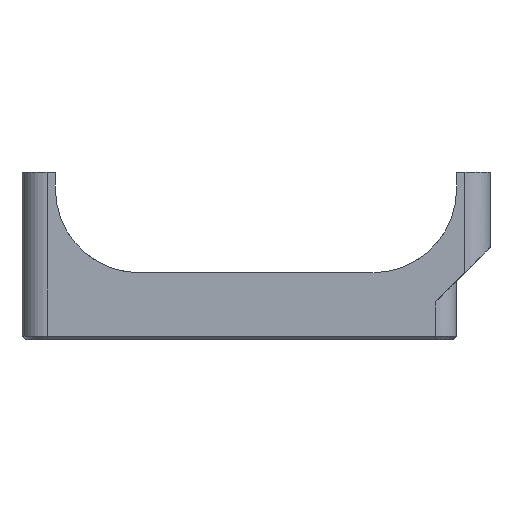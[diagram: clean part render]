
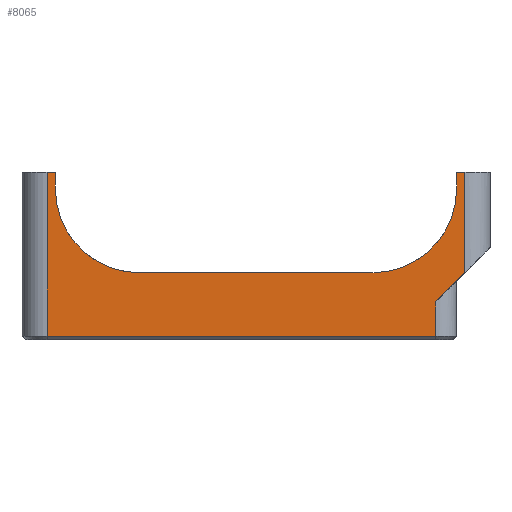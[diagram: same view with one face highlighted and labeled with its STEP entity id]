
A CAD part, left-side view. The second image highlights one B-rep face of the part: STEP entity #8065.
In plain terms, the highlighted planar face has unit normal (-1, 0, 0).
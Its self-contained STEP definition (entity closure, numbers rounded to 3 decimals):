
#227=PLANE('',#8714);
#546=CIRCLE('',#8715,10.);
#547=CIRCLE('',#8716,10.);
#900=FACE_OUTER_BOUND('',#1388,.T.);
#1388=EDGE_LOOP('',(#6620,#6621,#6622,#6623,#6624,#6625,#6626,#6627,#6628,
#6629,#6630,#6631));
#2020=LINE('',#22486,#2664);
#2262=LINE('',#23272,#2906);
#2270=LINE('',#23294,#2914);
#2272=LINE('',#23299,#2916);
#2273=LINE('',#23301,#2917);
#2274=LINE('',#23303,#2918);
#2275=LINE('',#23305,#2919);
#2276=LINE('',#23309,#2920);
#2277=LINE('',#23313,#2921);
#2278=LINE('',#23314,#2922);
#2664=VECTOR('',#9349,10.);
#2906=VECTOR('',#10121,10.);
#2914=VECTOR('',#10147,10.);
#2916=VECTOR('',#10153,10.);
#2917=VECTOR('',#10154,10.);
#2918=VECTOR('',#10155,10.);
#2919=VECTOR('',#10156,10.);
#2920=VECTOR('',#10159,10.);
#2921=VECTOR('',#10162,10.);
#2922=VECTOR('',#10163,10.);
#3452=VERTEX_POINT('',#22483);
#3453=VERTEX_POINT('',#22485);
#3681=VERTEX_POINT('',#23267);
#3682=VERTEX_POINT('',#23271);
#3687=VERTEX_POINT('',#23293);
#3689=VERTEX_POINT('',#23300);
#3690=VERTEX_POINT('',#23302);
#3691=VERTEX_POINT('',#23304);
#3692=VERTEX_POINT('',#23306);
#3693=VERTEX_POINT('',#23308);
#3694=VERTEX_POINT('',#23310);
#3695=VERTEX_POINT('',#23312);
#4325=EDGE_CURVE('',#3452,#3453,#2020,.T.);
#4695=EDGE_CURVE('',#3681,#3682,#2262,.T.);
#4706=EDGE_CURVE('',#3682,#3687,#2270,.T.);
#4709=EDGE_CURVE('',#3453,#3681,#2272,.T.);
#4710=EDGE_CURVE('',#3689,#3452,#2273,.T.);
#4711=EDGE_CURVE('',#3690,#3689,#2274,.T.);
#4712=EDGE_CURVE('',#3690,#3691,#2275,.T.);
#4713=EDGE_CURVE('',#3692,#3691,#546,.T.);
#4714=EDGE_CURVE('',#3692,#3693,#2276,.T.);
#4715=EDGE_CURVE('',#3694,#3693,#547,.T.);
#4716=EDGE_CURVE('',#3694,#3695,#2277,.T.);
#4717=EDGE_CURVE('',#3687,#3695,#2278,.T.);
#6620=ORIENTED_EDGE('',*,*,#4695,.F.);
#6621=ORIENTED_EDGE('',*,*,#4709,.F.);
#6622=ORIENTED_EDGE('',*,*,#4325,.F.);
#6623=ORIENTED_EDGE('',*,*,#4710,.F.);
#6624=ORIENTED_EDGE('',*,*,#4711,.F.);
#6625=ORIENTED_EDGE('',*,*,#4712,.T.);
#6626=ORIENTED_EDGE('',*,*,#4713,.F.);
#6627=ORIENTED_EDGE('',*,*,#4714,.T.);
#6628=ORIENTED_EDGE('',*,*,#4715,.F.);
#6629=ORIENTED_EDGE('',*,*,#4716,.T.);
#6630=ORIENTED_EDGE('',*,*,#4717,.F.);
#6631=ORIENTED_EDGE('',*,*,#4706,.F.);
#8065=ADVANCED_FACE('',(#900),#227,.T.);
#8714=AXIS2_PLACEMENT_3D('',#23298,#10151,#10152);
#8715=AXIS2_PLACEMENT_3D('',#23307,#10157,#10158);
#8716=AXIS2_PLACEMENT_3D('',#23311,#10160,#10161);
#9349=DIRECTION('',(0.,0.707,-0.707));
#10121=DIRECTION('',(0.,1.,0.));
#10147=DIRECTION('',(0.,0.,1.));
#10151=DIRECTION('center_axis',(-1.,0.,0.));
#10152=DIRECTION('ref_axis',(0.,-1.,0.));
#10153=DIRECTION('',(0.,0.,-1.));
#10154=DIRECTION('',(0.,0.,-1.));
#10155=DIRECTION('',(0.,-1.,0.));
#10156=DIRECTION('',(0.,0.,-1.));
#10157=DIRECTION('center_axis',(-1.,0.,0.));
#10158=DIRECTION('ref_axis',(0.,-0.707,-0.707));
#10159=DIRECTION('',(0.,1.,0.));
#10160=DIRECTION('center_axis',(-1.,0.,0.));
#10161=DIRECTION('ref_axis',(0.,0.707,-0.707));
#10162=DIRECTION('',(0.,0.,1.));
#10163=DIRECTION('',(0.,-1.,0.));
#22483=CARTESIAN_POINT('',(0.,3.,8.));
#22485=CARTESIAN_POINT('',(0.,6.5,4.5));
#22486=CARTESIAN_POINT('',(0.,17.75,-6.75));
#23267=CARTESIAN_POINT('',(0.,6.5,0.4));
#23271=CARTESIAN_POINT('',(0.,53.,0.4));
#23272=CARTESIAN_POINT('',(0.,42.,0.4));
#23293=CARTESIAN_POINT('',(0.,53.,20.));
#23294=CARTESIAN_POINT('',(0.,53.,0.));
#23298=CARTESIAN_POINT('Origin',(0.,56.,0.));
#23299=CARTESIAN_POINT('',(0.,6.5,1.75));
#23300=CARTESIAN_POINT('',(0.,3.,20.));
#23301=CARTESIAN_POINT('',(0.,3.,0.));
#23302=CARTESIAN_POINT('',(0.,4.,20.));
#23303=CARTESIAN_POINT('',(0.,56.,20.));
#23304=CARTESIAN_POINT('',(0.,4.,18.));
#23305=CARTESIAN_POINT('',(0.,4.,10.));
#23306=CARTESIAN_POINT('',(0.,14.,8.));
#23307=CARTESIAN_POINT('Origin',(0.,14.,18.));
#23308=CARTESIAN_POINT('',(0.,42.,8.));
#23309=CARTESIAN_POINT('',(0.,42.,8.));
#23310=CARTESIAN_POINT('',(0.,52.,18.));
#23311=CARTESIAN_POINT('Origin',(0.,42.,18.));
#23312=CARTESIAN_POINT('',(0.,52.,20.));
#23313=CARTESIAN_POINT('',(0.,52.,10.));
#23314=CARTESIAN_POINT('',(0.,56.,20.));
